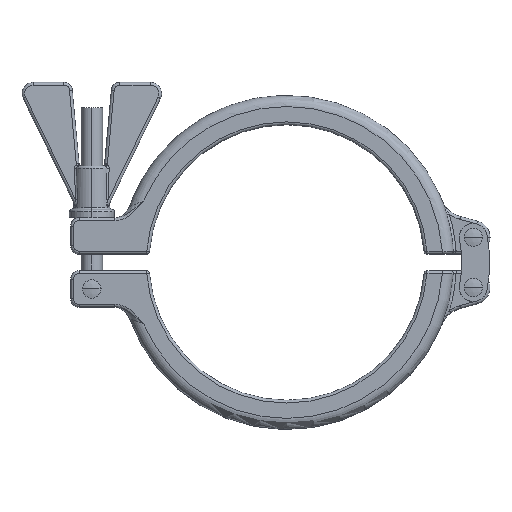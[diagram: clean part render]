
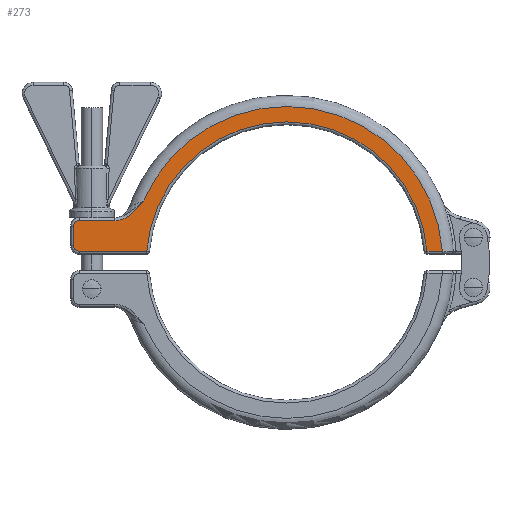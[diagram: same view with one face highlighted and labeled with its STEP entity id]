
A CAD part, top view. The second image highlights one B-rep face of the part: STEP entity #273.
In plain terms, the highlighted planar face has unit normal (0, 0, 1).
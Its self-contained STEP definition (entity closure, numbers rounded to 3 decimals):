
#11 = CARTESIAN_POINT ( 'NONE',  ( -74.35, 6., 8.5 ) ) ;
#25 = ORIENTED_EDGE ( 'NONE', *, *, #8781, .T. ) ;
#152 = AXIS2_PLACEMENT_3D ( 'NONE', #11, #3439, #4540 ) ;
#273 = ADVANCED_FACE ( 'NONE', ( #13470 ), #12623, .T. ) ;
#406 = DIRECTION ( 'NONE',  ( 0., -1., 0. ) ) ;
#439 = B_SPLINE_CURVE_WITH_KNOTS ( 'NONE', 3,
 ( #7125, #1195, #3693, #7206, #4790, #10965, #9549, #8521, #1272, #6036, #10803, #8450, #13210, #2513, #2833, #8844, #5267, #6265 ),
 .UNSPECIFIED., .F., .F.,
 ( 4, 2, 2, 2, 2, 2, 2, 2, 4 ),
 ( 0., 0.002, 0.003, 0.006, 0.008, 0.01, 0.01, 0.011, 0.013 ),
 .UNSPECIFIED. ) ;
#470 = ORIENTED_EDGE ( 'NONE', *, *, #8224, .T. ) ;
#575 = AXIS2_PLACEMENT_3D ( 'NONE', #7779, #11289, #14959 ) ;
#618 = CARTESIAN_POINT ( 'NONE',  ( -76.35, 13., 8.5 ) ) ;
#623 = VERTEX_POINT ( 'NONE', #4258 ) ;
#709 = DIRECTION ( 'NONE',  ( 1., 0., 0. ) ) ;
#1195 = CARTESIAN_POINT ( 'NONE',  ( -51.675, 21.59, 8.5 ) ) ;
#1272 = CARTESIAN_POINT ( 'NONE',  ( -56.536, 16.646, 8.5 ) ) ;
#1954 = DIRECTION ( 'NONE',  ( 0., 0., 1. ) ) ;
#1974 = EDGE_CURVE ( 'NONE', #13244, #2478, #5370, .T. ) ;
#2012 = CARTESIAN_POINT ( 'NONE',  ( -74.35, 15., 8.5 ) ) ;
#2063 = CARTESIAN_POINT ( 'NONE',  ( 0., 0., 8.5 ) ) ;
#2252 = CARTESIAN_POINT ( 'NONE',  ( 0., 0., 8.5 ) ) ;
#2419 = AXIS2_PLACEMENT_3D ( 'NONE', #2252, #10385, #4454 ) ;
#2478 = VERTEX_POINT ( 'NONE', #12037 ) ;
#2513 = CARTESIAN_POINT ( 'NONE',  ( -59.453, 15.283, 8.5 ) ) ;
#2533 = VECTOR ( 'NONE', #4268, 1000. ) ;
#2833 = CARTESIAN_POINT ( 'NONE',  ( -59.713, 15.217, 8.5 ) ) ;
#3439 = DIRECTION ( 'NONE',  ( 0., 0., 1. ) ) ;
#3545 = LINE ( 'NONE', #10017, #14157 ) ;
#3605 = ORIENTED_EDGE ( 'NONE', *, *, #4414, .T. ) ;
#3693 = CARTESIAN_POINT ( 'NONE',  ( -52.016, 21.176, 8.5 ) ) ;
#3768 = CARTESIAN_POINT ( 'NONE',  ( -51.334, 22., 8.5 ) ) ;
#4084 = DIRECTION ( 'NONE',  ( -1., 0., 0. ) ) ;
#4258 = CARTESIAN_POINT ( 'NONE',  ( -74.35, 4., 8.5 ) ) ;
#4268 = DIRECTION ( 'NONE',  ( 1., 0., 0. ) ) ;
#4414 = EDGE_CURVE ( 'NONE', #5623, #12111, #14059, .T. ) ;
#4454 = DIRECTION ( 'NONE',  ( 1., 0., 0. ) ) ;
#4540 = DIRECTION ( 'NONE',  ( 1., 0., 0. ) ) ;
#4642 = LINE ( 'NONE', #13868, #8683 ) ;
#4790 = CARTESIAN_POINT ( 'NONE',  ( -53.046, 19.949, 8.5 ) ) ;
#4992 = ORIENTED_EDGE ( 'NONE', *, *, #12648, .T. ) ;
#5267 = CARTESIAN_POINT ( 'NONE',  ( -61.034, 15., 8.5 ) ) ;
#5370 = LINE ( 'NONE', #6760, #2533 ) ;
#5623 = VERTEX_POINT ( 'NONE', #2012 ) ;
#6036 = CARTESIAN_POINT ( 'NONE',  ( -57.453, 16.083, 8.5 ) ) ;
#6265 = CARTESIAN_POINT ( 'NONE',  ( -61.577, 15., 8.5 ) ) ;
#6760 = CARTESIAN_POINT ( 'NONE',  ( 55.769, 4., 8.5 ) ) ;
#6823 = DIRECTION ( 'NONE',  ( 0., 0., 1. ) ) ;
#7125 = CARTESIAN_POINT ( 'NONE',  ( -51.334, 22., 8.5 ) ) ;
#7206 = CARTESIAN_POINT ( 'NONE',  ( -52.701, 20.356, 8.5 ) ) ;
#7633 = CIRCLE ( 'NONE', #8120, 55.85 ) ;
#7779 = CARTESIAN_POINT ( 'NONE',  ( 0., 0., 8.5 ) ) ;
#7806 = CARTESIAN_POINT ( 'NONE',  ( -74.35, 13., 8.5 ) ) ;
#7853 = ORIENTED_EDGE ( 'NONE', *, *, #13724, .T. ) ;
#8120 = AXIS2_PLACEMENT_3D ( 'NONE', #2063, #6823, #8131 ) ;
#8131 = DIRECTION ( 'NONE',  ( 1., 0., 0. ) ) ;
#8224 = EDGE_CURVE ( 'NONE', #14700, #623, #8352, .T. ) ;
#8352 = CIRCLE ( 'NONE', #152, 2. ) ;
#8450 = CARTESIAN_POINT ( 'NONE',  ( -58.681, 15.532, 8.5 ) ) ;
#8521 = CARTESIAN_POINT ( 'NONE',  ( -56.094, 16.965, 8.5 ) ) ;
#8541 = CARTESIAN_POINT ( 'NONE',  ( -61.577, 15., 8.5 ) ) ;
#8659 = LINE ( 'NONE', #11093, #10429 ) ;
#8683 = VECTOR ( 'NONE', #10274, 1000. ) ;
#8781 = EDGE_CURVE ( 'NONE', #2478, #9090, #7633, .T. ) ;
#8844 = CARTESIAN_POINT ( 'NONE',  ( -60.5, 15.056, 8.5 ) ) ;
#8887 = ORIENTED_EDGE ( 'NONE', *, *, #9664, .T. ) ;
#8907 = CIRCLE ( 'NONE', #2419, 50.35 ) ;
#9090 = VERTEX_POINT ( 'NONE', #3768 ) ;
#9549 = CARTESIAN_POINT ( 'NONE',  ( -54.847, 17.984, 8.5 ) ) ;
#9664 = EDGE_CURVE ( 'NONE', #11941, #13244, #8907, .T. ) ;
#10017 = CARTESIAN_POINT ( 'NONE',  ( -74.35, 15., 8.5 ) ) ;
#10194 = EDGE_CURVE ( 'NONE', #12463, #5623, #3545, .T. ) ;
#10243 = CARTESIAN_POINT ( 'NONE',  ( 50.191, 4., 8.5 ) ) ;
#10274 = DIRECTION ( 'NONE',  ( 1., 0., 0. ) ) ;
#10385 = DIRECTION ( 'NONE',  ( 0., 0., -1. ) ) ;
#10429 = VECTOR ( 'NONE', #406, 1000. ) ;
#10737 = EDGE_CURVE ( 'NONE', #12111, #14700, #8659, .T. ) ;
#10803 = CARTESIAN_POINT ( 'NONE',  ( -57.931, 15.837, 8.5 ) ) ;
#10965 = CARTESIAN_POINT ( 'NONE',  ( -54.107, 18.751, 8.5 ) ) ;
#11093 = CARTESIAN_POINT ( 'NONE',  ( -76.35, 6., 8.5 ) ) ;
#11190 = ORIENTED_EDGE ( 'NONE', *, *, #10737, .T. ) ;
#11289 = DIRECTION ( 'NONE',  ( 0., 0., 1. ) ) ;
#11430 = EDGE_LOOP ( 'NONE', ( #25, #7853, #11792, #3605, #11190, #470, #4992, #8887, #11465 ) ) ;
#11465 = ORIENTED_EDGE ( 'NONE', *, *, #1974, .T. ) ;
#11792 = ORIENTED_EDGE ( 'NONE', *, *, #10194, .T. ) ;
#11941 = VERTEX_POINT ( 'NONE', #15364 ) ;
#12037 = CARTESIAN_POINT ( 'NONE',  ( 55.707, 4., 8.5 ) ) ;
#12111 = VERTEX_POINT ( 'NONE', #618 ) ;
#12463 = VERTEX_POINT ( 'NONE', #8541 ) ;
#12623 = PLANE ( 'NONE',  #575 ) ;
#12648 = EDGE_CURVE ( 'NONE', #623, #11941, #4642, .T. ) ;
#13210 = CARTESIAN_POINT ( 'NONE',  ( -58.937, 15.44, 8.5 ) ) ;
#13244 = VERTEX_POINT ( 'NONE', #10243 ) ;
#13470 = FACE_OUTER_BOUND ( 'NONE', #11430, .T. ) ;
#13724 = EDGE_CURVE ( 'NONE', #9090, #12463, #439, .T. ) ;
#13868 = CARTESIAN_POINT ( 'NONE',  ( -49.259, 4., 8.5 ) ) ;
#14059 = CIRCLE ( 'NONE', #14555, 2. ) ;
#14111 = CARTESIAN_POINT ( 'NONE',  ( -76.35, 6., 8.5 ) ) ;
#14157 = VECTOR ( 'NONE', #4084, 1000. ) ;
#14555 = AXIS2_PLACEMENT_3D ( 'NONE', #7806, #1954, #709 ) ;
#14700 = VERTEX_POINT ( 'NONE', #14111 ) ;
#14959 = DIRECTION ( 'NONE',  ( 1., 0., 0. ) ) ;
#15364 = CARTESIAN_POINT ( 'NONE',  ( -50.191, 4., 8.5 ) ) ;
